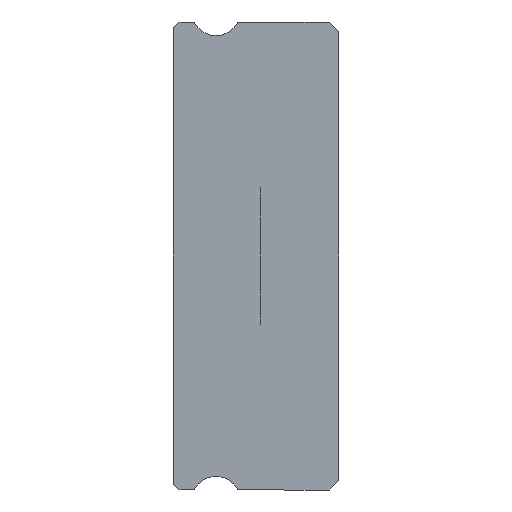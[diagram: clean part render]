
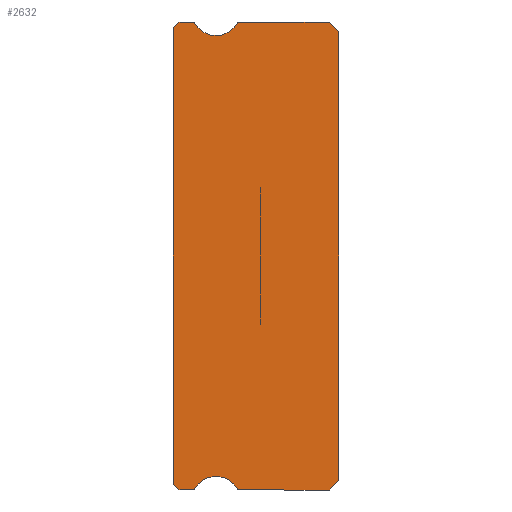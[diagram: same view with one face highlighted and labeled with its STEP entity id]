
A CAD part, left-side view. The second image highlights one B-rep face of the part: STEP entity #2632.
In plain terms, the highlighted planar face has unit normal (-1, 0, 0).
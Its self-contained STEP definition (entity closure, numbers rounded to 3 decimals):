
#20 = ORIENTED_EDGE ( 'NONE', *, *, #2100, .T. ) ;
#36 = CARTESIAN_POINT ( 'NONE',  ( -5., 7.512, -12. ) ) ;
#37 = ORIENTED_EDGE ( 'NONE', *, *, #248, .F. ) ;
#38 = CARTESIAN_POINT ( 'NONE',  ( -5., 0., -11.5 ) ) ;
#52 = LINE ( 'NONE', #2758, #1696 ) ;
#149 = EDGE_CURVE ( 'NONE', #2049, #1089, #455, .T. ) ;
#150 = DIRECTION ( 'NONE',  ( 0., 0., -1. ) ) ;
#173 = DIRECTION ( 'NONE',  ( 1., 0., 0. ) ) ;
#185 = VERTEX_POINT ( 'NONE', #2014 ) ;
#203 = VECTOR ( 'NONE', #2320, 1000. ) ;
#248 = EDGE_CURVE ( 'NONE', #1089, #2995, #2353, .T. ) ;
#290 = ORIENTED_EDGE ( 'NONE', *, *, #2873, .F. ) ;
#336 = AXIS2_PLACEMENT_3D ( 'NONE', #908, #3340, #2381 ) ;
#340 = EDGE_CURVE ( 'NONE', #348, #1328, #352, .T. ) ;
#348 = VERTEX_POINT ( 'NONE', #605 ) ;
#352 = LINE ( 'NONE', #982, #3127 ) ;
#390 = VERTEX_POINT ( 'NONE', #1810 ) ;
#395 = DIRECTION ( 'NONE',  ( 0., 0., 1. ) ) ;
#418 = CARTESIAN_POINT ( 'NONE',  ( -5., 7.512, 11.85 ) ) ;
#452 = DIRECTION ( 'NONE',  ( 0., 0.707, -0.707 ) ) ;
#455 = LINE ( 'NONE', #809, #1803 ) ;
#461 = CARTESIAN_POINT ( 'NONE',  ( -5., 5.088, -12. ) ) ;
#463 = CARTESIAN_POINT ( 'NONE',  ( -5., 7.512, -12. ) ) ;
#466 = DIRECTION ( 'NONE',  ( 0., 0., -1. ) ) ;
#507 = CIRCLE ( 'NONE', #2520, 0.15 ) ;
#510 = DIRECTION ( 'NONE',  ( 0., -1., 0. ) ) ;
#575 = VERTEX_POINT ( 'NONE', #3107 ) ;
#605 = CARTESIAN_POINT ( 'NONE',  ( -5., 8.5, -11.7 ) ) ;
#613 = DIRECTION ( 'NONE',  ( 0., 1., 0. ) ) ;
#620 = ORIENTED_EDGE ( 'NONE', *, *, #340, .T. ) ;
#680 = ORIENTED_EDGE ( 'NONE', *, *, #2779, .F. ) ;
#751 = AXIS2_PLACEMENT_3D ( 'NONE', #418, #1617, #2823 ) ;
#758 = CARTESIAN_POINT ( 'NONE',  ( -5., 8.5, 11.7 ) ) ;
#765 = CARTESIAN_POINT ( 'NONE',  ( -5., 8.2, 12. ) ) ;
#809 = CARTESIAN_POINT ( 'NONE',  ( -5., 7.512, 12. ) ) ;
#821 = DIRECTION ( 'NONE',  ( 0., -0.707, -0.707 ) ) ;
#827 = DIRECTION ( 'NONE',  ( 0., 0., 1. ) ) ;
#833 = AXIS2_PLACEMENT_3D ( 'NONE', #1419, #1439, #880 ) ;
#872 = LINE ( 'NONE', #2033, #1229 ) ;
#880 = DIRECTION ( 'NONE',  ( 0., 0., -1. ) ) ;
#896 = VERTEX_POINT ( 'NONE', #2524 ) ;
#908 = CARTESIAN_POINT ( 'NONE',  ( -5., 6.3, 12.55 ) ) ;
#975 = VECTOR ( 'NONE', #395, 1000. ) ;
#982 = CARTESIAN_POINT ( 'NONE',  ( -5., 8.2, -12. ) ) ;
#1007 = CARTESIAN_POINT ( 'NONE',  ( -5., 5.088, 11.85 ) ) ;
#1060 = CARTESIAN_POINT ( 'NONE',  ( -5., 6.3, 12.55 ) ) ;
#1089 = VERTEX_POINT ( 'NONE', #1999 ) ;
#1128 = LINE ( 'NONE', #765, #203 ) ;
#1187 = EDGE_CURVE ( 'NONE', #575, #3755, #3865, .T. ) ;
#1210 = CIRCLE ( 'NONE', #833, 1.25 ) ;
#1229 = VECTOR ( 'NONE', #827, 1000. ) ;
#1311 = DIRECTION ( 'NONE',  ( 0., 0., -1. ) ) ;
#1327 = LINE ( 'NONE', #463, #2807 ) ;
#1328 = VERTEX_POINT ( 'NONE', #2577 ) ;
#1346 = VECTOR ( 'NONE', #613, 1000. ) ;
#1352 = VERTEX_POINT ( 'NONE', #2036 ) ;
#1373 = ORIENTED_EDGE ( 'NONE', *, *, #2007, .F. ) ;
#1397 = EDGE_CURVE ( 'NONE', #2565, #1523, #1128, .T. ) ;
#1419 = CARTESIAN_POINT ( 'NONE',  ( -5., 6.3, -12.55 ) ) ;
#1439 = DIRECTION ( 'NONE',  ( -1., 0., 0. ) ) ;
#1469 = CARTESIAN_POINT ( 'NONE',  ( -5., 7.512, -11.85 ) ) ;
#1523 = VERTEX_POINT ( 'NONE', #3319 ) ;
#1528 = VERTEX_POINT ( 'NONE', #38 ) ;
#1564 = ORIENTED_EDGE ( 'NONE', *, *, #1860, .T. ) ;
#1585 = VERTEX_POINT ( 'NONE', #3057 ) ;
#1607 = EDGE_LOOP ( 'NONE', ( #1773, #620, #2065, #1935, #3749, #2001, #1373, #1644, #1564, #37, #3353, #680, #3873, #3418, #290, #3345, #20 ) ) ;
#1612 = CARTESIAN_POINT ( 'NONE',  ( -5., 5.088, -11.85 ) ) ;
#1617 = DIRECTION ( 'NONE',  ( 1., 0., 0. ) ) ;
#1644 = ORIENTED_EDGE ( 'NONE', *, *, #3085, .F. ) ;
#1662 = AXIS2_PLACEMENT_3D ( 'NONE', #1612, #1946, #150 ) ;
#1696 = VECTOR ( 'NONE', #1791, 1000. ) ;
#1744 = PLANE ( 'NONE',  #3027 ) ;
#1773 = ORIENTED_EDGE ( 'NONE', *, *, #2531, .F. ) ;
#1791 = DIRECTION ( 'NONE',  ( 0., 0.707, -0.707 ) ) ;
#1803 = VECTOR ( 'NONE', #510, 1000. ) ;
#1810 = CARTESIAN_POINT ( 'NONE',  ( -5., 5.217, -11.925 ) ) ;
#1858 = CARTESIAN_POINT ( 'NONE',  ( -5., 5.088, 12. ) ) ;
#1860 = EDGE_CURVE ( 'NONE', #1528, #2995, #872, .T. ) ;
#1879 = LINE ( 'NONE', #36, #1346 ) ;
#1935 = ORIENTED_EDGE ( 'NONE', *, *, #2646, .F. ) ;
#1946 = DIRECTION ( 'NONE',  ( 1., 0., 0. ) ) ;
#1970 = VERTEX_POINT ( 'NONE', #3908 ) ;
#1989 = DIRECTION ( 'NONE',  ( -1., 0., 0. ) ) ;
#1999 = CARTESIAN_POINT ( 'NONE',  ( -5., 0.5, 12. ) ) ;
#2001 = ORIENTED_EDGE ( 'NONE', *, *, #2528, .F. ) ;
#2004 = DIRECTION ( 'NONE',  ( 1., 0., 0. ) ) ;
#2007 = EDGE_CURVE ( 'NONE', #896, #3579, #1879, .T. ) ;
#2014 = CARTESIAN_POINT ( 'NONE',  ( -5., 7.383, 11.925 ) ) ;
#2033 = CARTESIAN_POINT ( 'NONE',  ( -5., 0., 11.5 ) ) ;
#2036 = CARTESIAN_POINT ( 'NONE',  ( -5., 7.383, -11.925 ) ) ;
#2049 = VERTEX_POINT ( 'NONE', #1858 ) ;
#2065 = ORIENTED_EDGE ( 'NONE', *, *, #2543, .T. ) ;
#2100 = EDGE_CURVE ( 'NONE', #1523, #1970, #3471, .T. ) ;
#2164 = AXIS2_PLACEMENT_3D ( 'NONE', #1007, #173, #466 ) ;
#2181 = DIRECTION ( 'NONE',  ( 0., -0.707, -0.707 ) ) ;
#2239 = EDGE_CURVE ( 'NONE', #185, #575, #2271, .T. ) ;
#2268 = DIRECTION ( 'NONE',  ( 1., 0., 0. ) ) ;
#2271 = CIRCLE ( 'NONE', #3165, 1.25 ) ;
#2306 = EDGE_CURVE ( 'NONE', #390, #1352, #1210, .T. ) ;
#2314 = CARTESIAN_POINT ( 'NONE',  ( -5., 0.5, 12. ) ) ;
#2320 = DIRECTION ( 'NONE',  ( 0., 1., 0. ) ) ;
#2353 = LINE ( 'NONE', #2314, #2935 ) ;
#2381 = DIRECTION ( 'NONE',  ( 0., 0., -1. ) ) ;
#2480 = CIRCLE ( 'NONE', #1662, 0.15 ) ;
#2520 = AXIS2_PLACEMENT_3D ( 'NONE', #1469, #2004, #3840 ) ;
#2524 = CARTESIAN_POINT ( 'NONE',  ( -5., 0.5, -12. ) ) ;
#2528 = EDGE_CURVE ( 'NONE', #3579, #390, #2480, .T. ) ;
#2531 = EDGE_CURVE ( 'NONE', #348, #1970, #2819, .T. ) ;
#2543 = EDGE_CURVE ( 'NONE', #1328, #1585, #1327, .T. ) ;
#2565 = VERTEX_POINT ( 'NONE', #3725 ) ;
#2577 = CARTESIAN_POINT ( 'NONE',  ( -5., 8.2, -12. ) ) ;
#2632 = ADVANCED_FACE ( 'NONE', ( #2650 ), #1744, .F. ) ;
#2646 = EDGE_CURVE ( 'NONE', #1352, #1585, #507, .T. ) ;
#2650 = FACE_OUTER_BOUND ( 'NONE', #1607, .T. ) ;
#2758 = CARTESIAN_POINT ( 'NONE',  ( -5., 0., -11.5 ) ) ;
#2779 = EDGE_CURVE ( 'NONE', #3755, #2049, #3872, .T. ) ;
#2807 = VECTOR ( 'NONE', #3743, 1000. ) ;
#2819 = LINE ( 'NONE', #3128, #975 ) ;
#2823 = DIRECTION ( 'NONE',  ( 0., 0., -1. ) ) ;
#2873 = EDGE_CURVE ( 'NONE', #2565, #185, #3343, .T. ) ;
#2935 = VECTOR ( 'NONE', #821, 1000. ) ;
#2995 = VERTEX_POINT ( 'NONE', #3867 ) ;
#3027 = AXIS2_PLACEMENT_3D ( 'NONE', #3859, #2268, #3205 ) ;
#3057 = CARTESIAN_POINT ( 'NONE',  ( -5., 7.512, -12. ) ) ;
#3085 = EDGE_CURVE ( 'NONE', #1528, #896, #52, .T. ) ;
#3092 = CARTESIAN_POINT ( 'NONE',  ( -5., 5.217, 11.925 ) ) ;
#3107 = CARTESIAN_POINT ( 'NONE',  ( -5., 6.3, 11.3 ) ) ;
#3127 = VECTOR ( 'NONE', #2181, 1000. ) ;
#3128 = CARTESIAN_POINT ( 'NONE',  ( -5., 8.5, 11.85 ) ) ;
#3165 = AXIS2_PLACEMENT_3D ( 'NONE', #1060, #1989, #1311 ) ;
#3205 = DIRECTION ( 'NONE',  ( 0., 0., -1. ) ) ;
#3319 = CARTESIAN_POINT ( 'NONE',  ( -5., 8.2, 12. ) ) ;
#3340 = DIRECTION ( 'NONE',  ( -1., 0., 0. ) ) ;
#3343 = CIRCLE ( 'NONE', #751, 0.15 ) ;
#3345 = ORIENTED_EDGE ( 'NONE', *, *, #1397, .T. ) ;
#3353 = ORIENTED_EDGE ( 'NONE', *, *, #149, .F. ) ;
#3418 = ORIENTED_EDGE ( 'NONE', *, *, #2239, .F. ) ;
#3471 = LINE ( 'NONE', #758, #3548 ) ;
#3548 = VECTOR ( 'NONE', #452, 1000. ) ;
#3579 = VERTEX_POINT ( 'NONE', #461 ) ;
#3725 = CARTESIAN_POINT ( 'NONE',  ( -5., 7.512, 12. ) ) ;
#3743 = DIRECTION ( 'NONE',  ( 0., -1., 0. ) ) ;
#3749 = ORIENTED_EDGE ( 'NONE', *, *, #2306, .F. ) ;
#3755 = VERTEX_POINT ( 'NONE', #3092 ) ;
#3840 = DIRECTION ( 'NONE',  ( 0., 0., -1. ) ) ;
#3859 = CARTESIAN_POINT ( 'NONE',  ( -5., 7.512, 11.85 ) ) ;
#3865 = CIRCLE ( 'NONE', #336, 1.25 ) ;
#3867 = CARTESIAN_POINT ( 'NONE',  ( -5., 0., 11.5 ) ) ;
#3872 = CIRCLE ( 'NONE', #2164, 0.15 ) ;
#3873 = ORIENTED_EDGE ( 'NONE', *, *, #1187, .F. ) ;
#3908 = CARTESIAN_POINT ( 'NONE',  ( -5., 8.5, 11.7 ) ) ;
